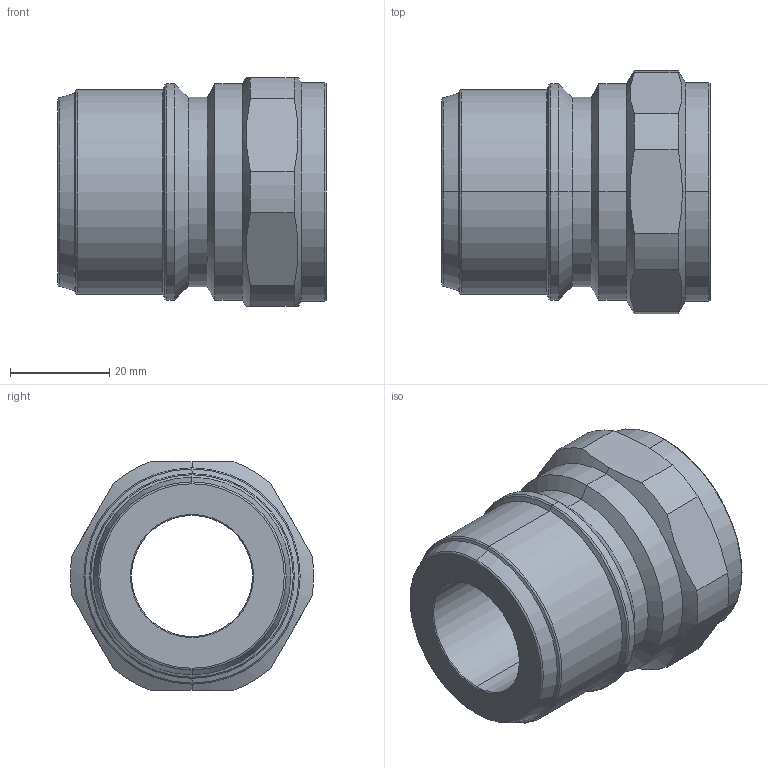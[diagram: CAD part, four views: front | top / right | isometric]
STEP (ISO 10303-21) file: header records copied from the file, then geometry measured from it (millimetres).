
FILE_DESCRIPTION (( 'STEP AP214' ), '1' );
FILE_NAME ('10020 UV.STEP', '2015-09-04T07:33:12', ( 'admin' ), ( 'Microsoft' ), 'SwSTEP 2.0', 'SolidWorks 2009', '' );
FILE_SCHEMA (( 'AUTOMOTIVE_DESIGN' ));
Length unit declared in the file: millimetre
Products named in the file (1): 10020 UV
Bounding box: 54 x 48.92 x 46 mm (x, y, z)
Volume: 46818.4 mm3; surface area: 14224.6 mm2
Topology: 1 solids, 1 shells, 55 faces, 124 edges, 72 vertices
Faces by surface type: cylinder 20, cone 20, plane 9, torus 6
Entity records: 2260 total; most frequent: CARTESIAN_POINT 388, DIRECTION 282, ORIENTED_EDGE 248, EDGE_CURVE 124, AXIS2_PLACEMENT_3D 118, VERTEX_POINT 72, CIRCLE 62, EDGE_LOOP 58
